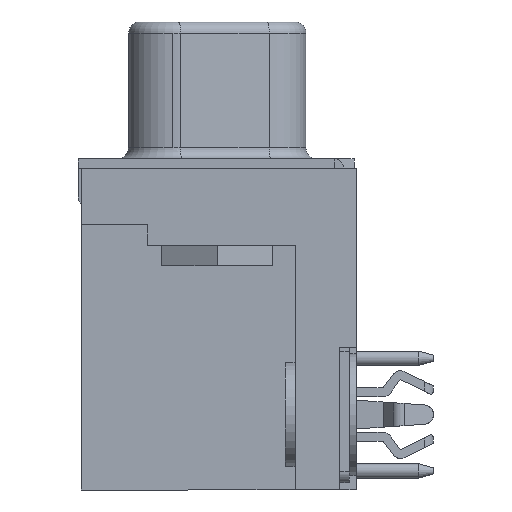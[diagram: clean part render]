
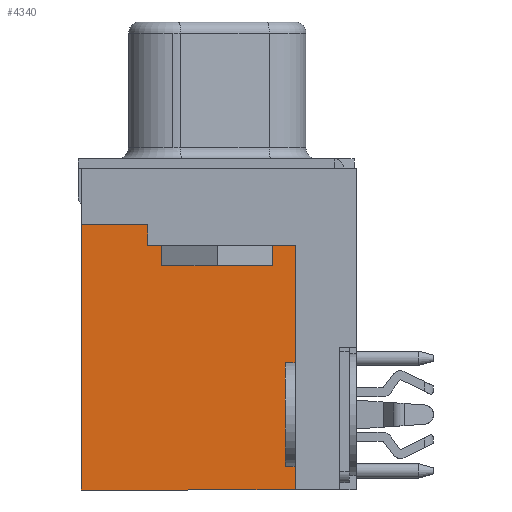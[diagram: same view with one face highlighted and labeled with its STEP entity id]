
A CAD part, left-side view. The second image highlights one B-rep face of the part: STEP entity #4340.
In plain terms, the highlighted planar face has unit normal (-1, 0, 0).
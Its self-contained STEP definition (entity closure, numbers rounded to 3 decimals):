
#272 = VERTEX_POINT ( 'NONE', #4812 ) ;
#499 = VERTEX_POINT ( 'NONE', #18915 ) ;
#1523 = VECTOR ( 'NONE', #8860, 1000. ) ;
#1606 = VERTEX_POINT ( 'NONE', #8091 ) ;
#2091 = CARTESIAN_POINT ( 'NONE',  ( 4.335, 3.135, -3.47 ) ) ;
#2155 = LINE ( 'NONE', #8449, #6396 ) ;
#2445 = CARTESIAN_POINT ( 'NONE',  ( 4.335, 3.135, -3.47 ) ) ;
#3393 = EDGE_CURVE ( 'NONE', #3603, #14149, #19636, .T. ) ;
#3593 = ORIENTED_EDGE ( 'NONE', *, *, #3393, .T. ) ;
#3603 = VERTEX_POINT ( 'NONE', #2091 ) ;
#4068 = EDGE_LOOP ( 'NONE', ( #7362, #9230, #3593, #17683, #16052, #15328 ) ) ;
#4340 = ADVANCED_FACE ( 'NONE', ( #6409 ), #4668, .F. ) ;
#4569 = DIRECTION ( 'NONE',  ( 0., -1., 0. ) ) ;
#4668 = PLANE ( 'NONE',  #11548 ) ;
#4812 = CARTESIAN_POINT ( 'NONE',  ( 4.335, 6.125, -2.54 ) ) ;
#5056 = EDGE_CURVE ( 'NONE', #272, #14507, #2155, .T. ) ;
#6136 = CARTESIAN_POINT ( 'NONE',  ( 4.335, 6.125, -14.5 ) ) ;
#6396 = VECTOR ( 'NONE', #14757, 1000. ) ;
#6409 = FACE_OUTER_BOUND ( 'NONE', #4068, .T. ) ;
#6452 = CARTESIAN_POINT ( 'NONE',  ( 4.335, 3.135, -2.54 ) ) ;
#7362 = ORIENTED_EDGE ( 'NONE', *, *, #13393, .T. ) ;
#8028 = DIRECTION ( 'NONE',  ( 0., 0., 1. ) ) ;
#8091 = CARTESIAN_POINT ( 'NONE',  ( 4.335, -3.515, -3.47 ) ) ;
#8179 = DIRECTION ( 'NONE',  ( 0., 1., 0. ) ) ;
#8449 = CARTESIAN_POINT ( 'NONE',  ( 4.335, 6.125, -14.5 ) ) ;
#8513 = DIRECTION ( 'NONE',  ( 0., 0., 1. ) ) ;
#8642 = DIRECTION ( 'NONE',  ( 0., -1., 0. ) ) ;
#8860 = DIRECTION ( 'NONE',  ( 0., 1., 0. ) ) ;
#9230 = ORIENTED_EDGE ( 'NONE', *, *, #11383, .T. ) ;
#9627 = LINE ( 'NONE', #17371, #18066 ) ;
#10103 = VECTOR ( 'NONE', #8513, 1000. ) ;
#10200 = LINE ( 'NONE', #2445, #1523 ) ;
#10728 = EDGE_CURVE ( 'NONE', #14507, #499, #9627, .T. ) ;
#11383 = EDGE_CURVE ( 'NONE', #1606, #3603, #10200, .T. ) ;
#11548 = AXIS2_PLACEMENT_3D ( 'NONE', #15540, #12741, #8179 ) ;
#12741 = DIRECTION ( 'NONE',  ( 1., 0., 0. ) ) ;
#13393 = EDGE_CURVE ( 'NONE', #499, #1606, #19067, .T. ) ;
#14149 = VERTEX_POINT ( 'NONE', #6452 ) ;
#14206 = EDGE_CURVE ( 'NONE', #272, #14149, #18020, .T. ) ;
#14507 = VERTEX_POINT ( 'NONE', #6136 ) ;
#14757 = DIRECTION ( 'NONE',  ( 0., 0., -1. ) ) ;
#15328 = ORIENTED_EDGE ( 'NONE', *, *, #10728, .T. ) ;
#15540 = CARTESIAN_POINT ( 'NONE',  ( 4.335, 26.358, -14.5 ) ) ;
#16052 = ORIENTED_EDGE ( 'NONE', *, *, #5056, .T. ) ;
#16371 = CARTESIAN_POINT ( 'NONE',  ( 4.335, 3.135, -2.54 ) ) ;
#16603 = CARTESIAN_POINT ( 'NONE',  ( 4.335, 26.358, -2.54 ) ) ;
#17371 = CARTESIAN_POINT ( 'NONE',  ( 4.335, 26.358, -14.5 ) ) ;
#17683 = ORIENTED_EDGE ( 'NONE', *, *, #14206, .F. ) ;
#17825 = CARTESIAN_POINT ( 'NONE',  ( 4.335, -3.515, -14.5 ) ) ;
#18020 = LINE ( 'NONE', #16603, #18714 ) ;
#18066 = VECTOR ( 'NONE', #4569, 1000. ) ;
#18714 = VECTOR ( 'NONE', #8642, 1000. ) ;
#18915 = CARTESIAN_POINT ( 'NONE',  ( 4.335, -3.515, -14.5 ) ) ;
#19005 = VECTOR ( 'NONE', #8028, 1000. ) ;
#19067 = LINE ( 'NONE', #17825, #19005 ) ;
#19636 = LINE ( 'NONE', #16371, #10103 ) ;
